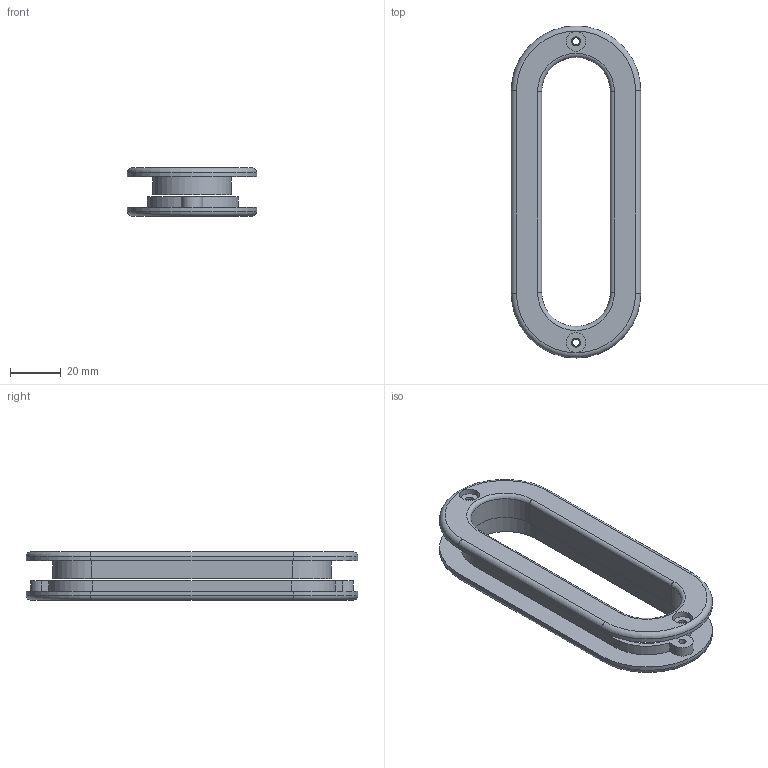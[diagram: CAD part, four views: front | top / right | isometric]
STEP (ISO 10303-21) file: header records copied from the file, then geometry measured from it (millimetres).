
FILE_DESCRIPTION(('', 'CAx-IF Rec.Pracs.---Representation and Presentation of Product Manufacturing Information (PMI)---4.0---2014-10-13'),'2;1');
FILE_NAME('SGN2ST.STP', '2021-05-14T11:37:33',(''), (''), 'Kubotek Kosmos Version 3.0.7268.7268', 'KeyCreator Pro', '');
FILE_SCHEMA(('AP242_MANAGED_MODEL_BASED_3D_ENGINEERING_MIM_LF { 1 0 10303 442 1 1 4 }'));
Length unit declared in the file: inch
Bounding box: 50.8 x 130.18 x 19.05 mm (x, y, z)
Volume: 26618.1 mm3; surface area: 21526 mm2
Topology: 2 solids, 2 shells, 58 faces, 138 edges, 88 vertices
Faces by surface type: cylinder 28, plane 24, torus 6
Full cylindrical faces by diameter (mm): 2.794 x2, 3.556 x2, 7.747 x2
Entity records: 1742 total; most frequent: DIRECTION 318, CARTESIAN_POINT 285, ORIENTED_EDGE 276, EDGE_CURVE 138, AXIS2_PLACEMENT_3D 121, VERTEX_POINT 88, VECTOR 76, LINE 76
